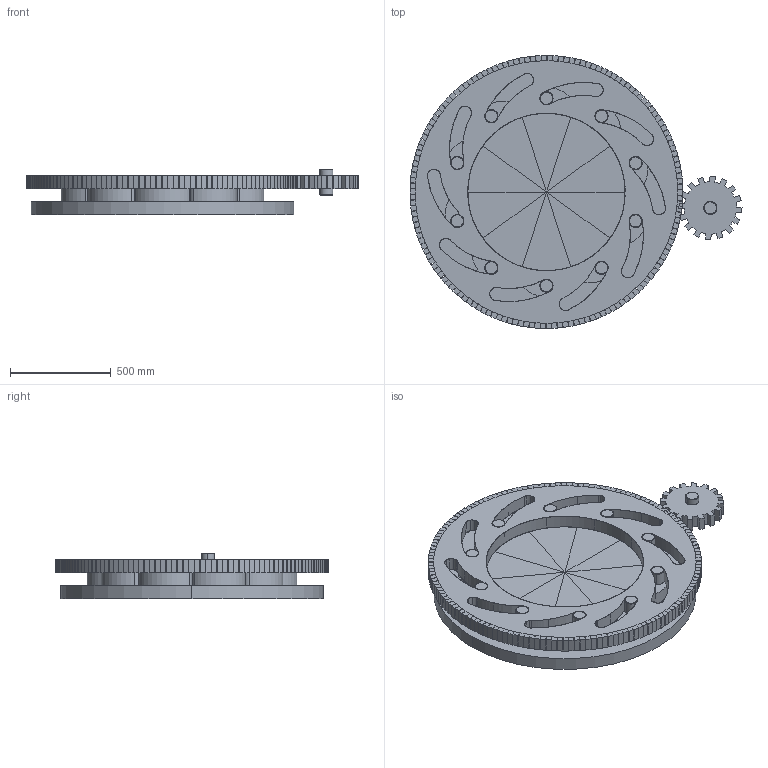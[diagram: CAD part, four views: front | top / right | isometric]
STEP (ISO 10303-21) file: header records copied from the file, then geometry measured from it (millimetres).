
FILE_DESCRIPTION(('FreeCAD Model'),'2;1');
FILE_NAME('Open CASCADE Shape Model','2025-04-26T20:29:19',('FreeCAD'),( 'FreeCAD'),'Open CASCADE STEP processor 7.6','FreeCAD','Unknown');
FILE_SCHEMA(('AUTOMOTIVE_DESIGN { 1 0 10303 214 1 1 1 1 }'));
Products named in the file (1): Open CASCADE STEP translator 7.6 1
Bounding box: 1651.32 x 1357.58 x 228.4 mm (x, y, z)
Surface area: 31257394.6 mm2
Topology: 33 solids, 33 shells, 3912 faces, 11464 edges, 7628 vertices
Faces by surface type: bspline 3912
Entity records: 119664 total; most frequent: CARTESIAN_POINT 54353, ORIENTED_EDGE 22928, EDGE_CURVE 11464, B_SPLINE_CURVE_WITH_KNOTS 8512, VERTEX_POINT 7628, FACE_BOUND 4186, EDGE_LOOP 4186, ADVANCED_FACE 3912
